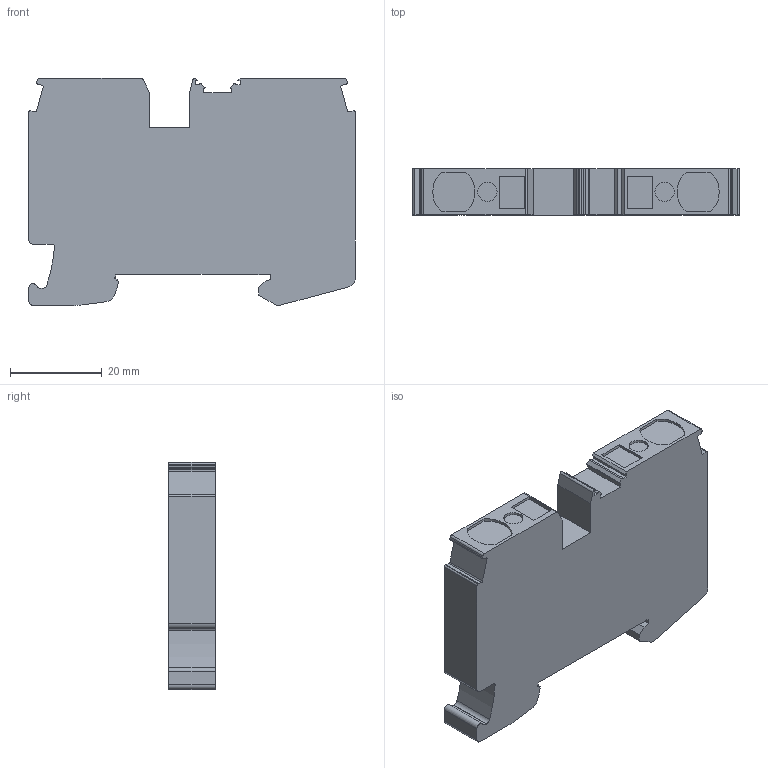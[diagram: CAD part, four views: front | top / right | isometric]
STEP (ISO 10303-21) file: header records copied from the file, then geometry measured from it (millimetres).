
FILE_DESCRIPTION( ( 'Unknown' ), '1' );
FILE_NAME( 'DST10-PE-D-1.stp 20230213.stp', 'Unknown', ( 'Unknown' ), ( 'Unknown' ), 'XStep 1.0', 'Unknown', ' ' );
FILE_SCHEMA( ( 'automotive_design' ) );
Length unit declared in the file: millimetre
Products named in the file (1): 1
Bounding box: 71.3 x 10.1 x 49.6 mm (x, y, z)
Volume: 30868.2 mm3; surface area: 9170.3 mm2
Topology: 1 solids, 1 shells, 127 faces, 359 edges, 240 vertices
Faces by surface type: plane 80, cylinder 47
Full cylindrical faces by diameter (mm): 4.2 x2
Entity records: 5145 total; most frequent: CARTESIAN_POINT 725, ORIENTED_EDGE 714, DIRECTION 707, EDGE_CURVE 357, LINE 263, VECTOR 263, VERTEX_POINT 240, AXIS2_PLACEMENT_3D 222
